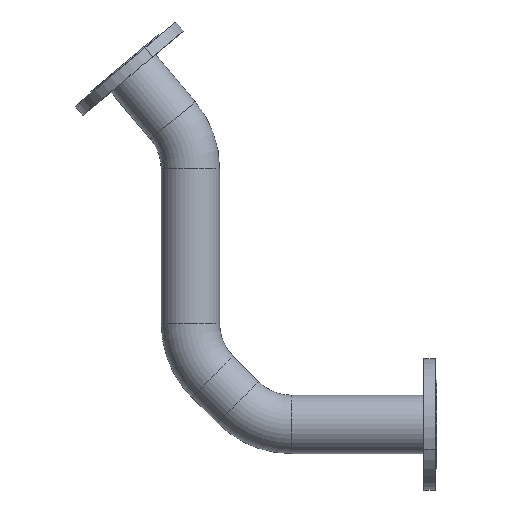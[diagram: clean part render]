
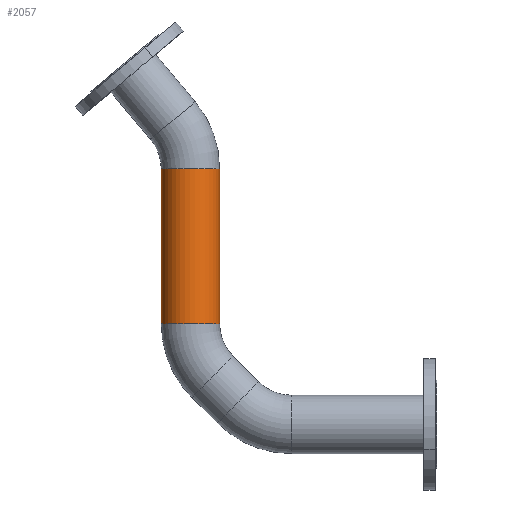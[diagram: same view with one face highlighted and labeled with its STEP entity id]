
A CAD part, top view. The second image highlights one B-rep face of the part: STEP entity #2057.
In plain terms, the highlighted cylindrical face has radius 44.45 mm (diameter 88.9 mm), a partial arc.
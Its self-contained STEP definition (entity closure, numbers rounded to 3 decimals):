
#10 = CARTESIAN_POINT ( 'NONE',  ( -303.645, 153.391, 0. ) ) ;
#128 = VERTEX_POINT ( 'NONE', #1471 ) ;
#161 = AXIS2_PLACEMENT_3D ( 'NONE', #1493, #177, #1308 ) ;
#177 = DIRECTION ( 'NONE',  ( 0., 1., 0. ) ) ;
#254 = DIRECTION ( 'NONE',  ( -1., 0., 0. ) ) ;
#300 = VERTEX_POINT ( 'NONE', #1494 ) ;
#455 = CARTESIAN_POINT ( 'NONE',  ( -259.195, 389.15, 0. ) ) ;
#539 = EDGE_CURVE ( 'NONE', #128, #608, #638, .T. ) ;
#600 = DIRECTION ( 'NONE',  ( 0., -1., 0. ) ) ;
#608 = VERTEX_POINT ( 'NONE', #1920 ) ;
#638 = LINE ( 'NONE', #1778, #796 ) ;
#655 = ORIENTED_EDGE ( 'NONE', *, *, #1333, .F. ) ;
#662 = DIRECTION ( 'NONE',  ( 0., 1., 0. ) ) ;
#681 = CIRCLE ( 'NONE', #161, 44.45 ) ;
#739 = VERTEX_POINT ( 'NONE', #10 ) ;
#796 = VECTOR ( 'NONE', #2334, 1000. ) ;
#822 = ORIENTED_EDGE ( 'NONE', *, *, #539, .F. ) ;
#824 = CARTESIAN_POINT ( 'NONE',  ( -303.645, 389.15, 0. ) ) ;
#858 = FACE_OUTER_BOUND ( 'NONE', #2048, .T. ) ;
#1308 = DIRECTION ( 'NONE',  ( -1., 0., 0. ) ) ;
#1333 = EDGE_CURVE ( 'NONE', #300, #128, #1376, .T. ) ;
#1376 = CIRCLE ( 'NONE', #2390, 44.45 ) ;
#1383 = DIRECTION ( 'NONE',  ( 1., 0., 0. ) ) ;
#1471 = CARTESIAN_POINT ( 'NONE',  ( -214.745, 389.15, 0. ) ) ;
#1493 = CARTESIAN_POINT ( 'NONE',  ( -259.195, 153.391, 0. ) ) ;
#1494 = CARTESIAN_POINT ( 'NONE',  ( -303.645, 389.15, 0. ) ) ;
#1520 = VECTOR ( 'NONE', #600, 1000. ) ;
#1524 = LINE ( 'NONE', #824, #1520 ) ;
#1534 = CYLINDRICAL_SURFACE ( 'NONE', #1840, 44.45 ) ;
#1665 = EDGE_CURVE ( 'NONE', #300, #739, #1524, .T. ) ;
#1778 = CARTESIAN_POINT ( 'NONE',  ( -214.745, 389.15, 0. ) ) ;
#1840 = AXIS2_PLACEMENT_3D ( 'NONE', #2305, #2284, #1383 ) ;
#1920 = CARTESIAN_POINT ( 'NONE',  ( -214.745, 153.391, 0. ) ) ;
#1992 = ORIENTED_EDGE ( 'NONE', *, *, #1665, .T. ) ;
#2016 = EDGE_CURVE ( 'NONE', #739, #608, #681, .T. ) ;
#2048 = EDGE_LOOP ( 'NONE', ( #655, #1992, #2173, #822 ) ) ;
#2057 = ADVANCED_FACE ( 'NONE', ( #858 ), #1534, .T. ) ;
#2173 = ORIENTED_EDGE ( 'NONE', *, *, #2016, .T. ) ;
#2284 = DIRECTION ( 'NONE',  ( 0., -1., 0. ) ) ;
#2305 = CARTESIAN_POINT ( 'NONE',  ( -259.195, 389.15, 0. ) ) ;
#2334 = DIRECTION ( 'NONE',  ( 0., -1., 0. ) ) ;
#2390 = AXIS2_PLACEMENT_3D ( 'NONE', #455, #662, #254 ) ;
